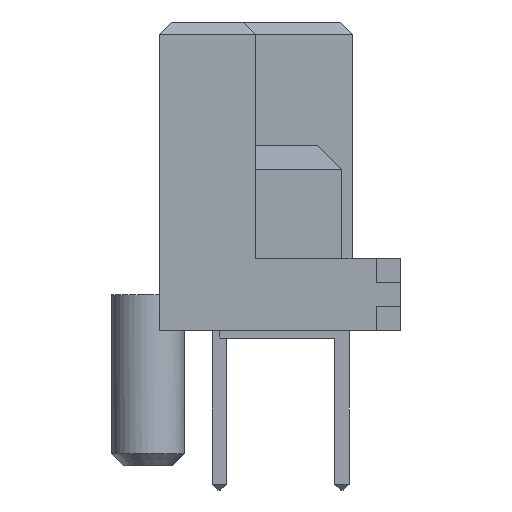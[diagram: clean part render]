
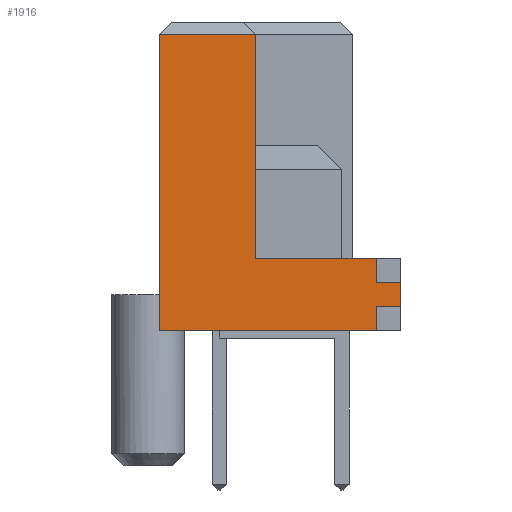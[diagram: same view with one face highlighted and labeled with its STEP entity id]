
A CAD part, front view. The second image highlights one B-rep face of the part: STEP entity #1916.
In plain terms, the highlighted planar face has unit normal (0, -1, 0).
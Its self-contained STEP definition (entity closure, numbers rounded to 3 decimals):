
#12=DIRECTION('',(0.,0.,1.));
#26=VECTOR('',#12,1.);
#29=VERTEX_POINT('',#30);
#30=CARTESIAN_POINT('',(3.25,-31.735,0.5));
#35=EDGE_CURVE('',#36,#29,#38,.T.);
#36=VERTEX_POINT('',#37);
#37=CARTESIAN_POINT('',(3.25,-31.735,0.));
#38=LINE('',#37,#26);
#44=DIRECTION('',(1.,0.,0.));
#58=VECTOR('',#59,1.);
#59=DIRECTION('',(-1.,0.,0.));
#76=VECTOR('',#44,1.);
#94=CARTESIAN_POINT('',(-1.25,-31.735,0.));
#782=EDGE_CURVE('',#36,#783,#784,.T.);
#783=VERTEX_POINT('',#94);
#784=LINE('',#785,#58);
#785=CARTESIAN_POINT('',(3.75,-31.735,0.));
#1905=ORIENTED_EDGE('',*,*,#1906,.T.);
#1906=EDGE_CURVE('',#29,#1907,#1909,.T.);
#1907=VERTEX_POINT('',#1908);
#1908=CARTESIAN_POINT('',(3.75,-31.735,0.5));
#1909=LINE('',#30,#76);
#1916=ADVANCED_FACE('',(#1917),#1957,.T.);
#1917=FACE_BOUND('',#1918,.T.);
#1918=EDGE_LOOP('',(#1919,#1920,#1905,#1921,#1926,#1931,#1936,#1942,#1948,#1954));
#1919=ORIENTED_EDGE('',*,*,#782,.F.);
#1920=ORIENTED_EDGE('',*,*,#35,.T.);
#1921=ORIENTED_EDGE('',*,*,#1922,.T.);
#1922=EDGE_CURVE('',#1907,#1923,#1925,.T.);
#1923=VERTEX_POINT('',#1924);
#1924=CARTESIAN_POINT('',(3.75,-31.735,1.));
#1925=LINE('',#785,#26);
#1926=ORIENTED_EDGE('',*,*,#1927,.F.);
#1927=EDGE_CURVE('',#1928,#1923,#1930,.T.);
#1928=VERTEX_POINT('',#1929);
#1929=CARTESIAN_POINT('',(3.25,-31.735,1.));
#1930=LINE('',#1929,#76);
#1931=ORIENTED_EDGE('',*,*,#1932,.T.);
#1932=EDGE_CURVE('',#1928,#1933,#1935,.T.);
#1933=VERTEX_POINT('',#1934);
#1934=CARTESIAN_POINT('',(3.25,-31.735,1.5));
#1935=LINE('',#1929,#26);
#1936=ORIENTED_EDGE('',*,*,#1937,.T.);
#1937=EDGE_CURVE('',#1933,#1938,#1940,.T.);
#1938=VERTEX_POINT('',#1939);
#1939=CARTESIAN_POINT('',(0.75,-31.735,1.5));
#1940=LINE('',#1941,#58);
#1941=CARTESIAN_POINT('',(3.75,-31.735,1.5));
#1942=ORIENTED_EDGE('',*,*,#1943,.T.);
#1943=EDGE_CURVE('',#1938,#1944,#1946,.T.);
#1944=VERTEX_POINT('',#1945);
#1945=CARTESIAN_POINT('',(0.75,-31.735,6.15));
#1946=LINE('',#1947,#26);
#1947=CARTESIAN_POINT('',(0.75,-31.735,0.));
#1948=ORIENTED_EDGE('',*,*,#1949,.F.);
#1949=EDGE_CURVE('',#1950,#1944,#1952,.T.);
#1950=VERTEX_POINT('',#1951);
#1951=CARTESIAN_POINT('',(-1.25,-31.735,6.15));
#1952=LINE('',#1953,#76);
#1953=CARTESIAN_POINT('',(-1.,-31.735,6.15));
#1954=ORIENTED_EDGE('',*,*,#1955,.F.);
#1955=EDGE_CURVE('',#783,#1950,#1956,.T.);
#1956=LINE('',#94,#26);
#1957=PLANE('',#1958);
#1958=AXIS2_PLACEMENT_3D('',#1959,#1960,#1961);
#1959=CARTESIAN_POINT('',(0.602,-31.735,2.449));
#1960=DIRECTION('',(0.,-1.,0.));
#1961=DIRECTION('',(-1.,0.,0.));
